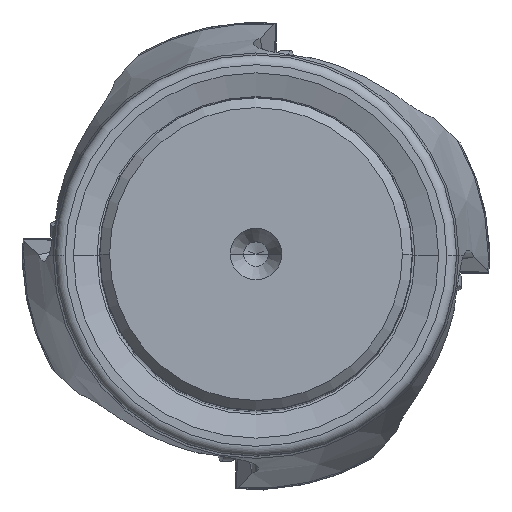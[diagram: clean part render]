
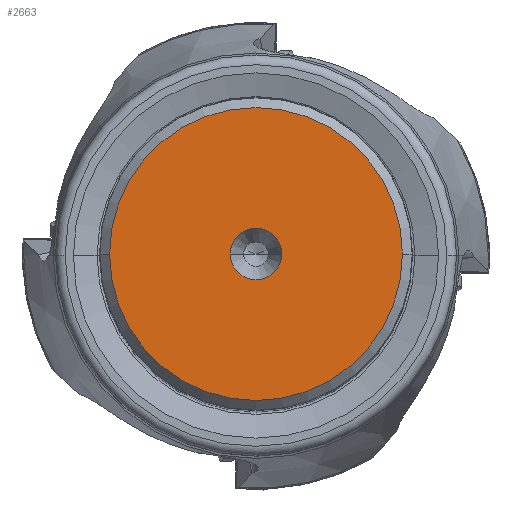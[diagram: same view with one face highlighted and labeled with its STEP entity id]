
A CAD part, top view. The second image highlights one B-rep face of the part: STEP entity #2663.
In plain terms, the highlighted planar face has unit normal (0, 0, 1).
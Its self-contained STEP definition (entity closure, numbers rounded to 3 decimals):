
#187=FACE_BOUND('',#4053,.T.);
#188=FACE_BOUND('',#4054,.T.);
#2663=ADVANCED_FACE('',(#187,#188),#3107,.T.);
#3107=PLANE('',#12089);
#4053=EDGE_LOOP('',(#6022,#6023,#6024,#6025));
#4054=EDGE_LOOP('',(#6026,#6027));
#6022=ORIENTED_EDGE('',*,*,#9740,.F.);
#6023=ORIENTED_EDGE('',*,*,#9739,.F.);
#6024=ORIENTED_EDGE('',*,*,#9741,.F.);
#6025=ORIENTED_EDGE('',*,*,#9742,.F.);
#6026=ORIENTED_EDGE('',*,*,#9743,.F.);
#6027=ORIENTED_EDGE('',*,*,#9744,.F.);
#8367=VERTEX_POINT('',#20453);
#8368=VERTEX_POINT('',#20455);
#8369=VERTEX_POINT('',#20457);
#8370=VERTEX_POINT('',#20461);
#8371=VERTEX_POINT('',#20464);
#8372=VERTEX_POINT('',#20465);
#9739=EDGE_CURVE('',#8368,#8369,#10808,.T.);
#9740=EDGE_CURVE('',#8369,#8367,#10809,.T.);
#9741=EDGE_CURVE('',#8370,#8368,#10810,.T.);
#9742=EDGE_CURVE('',#8367,#8370,#10811,.T.);
#9743=EDGE_CURVE('',#8371,#8372,#10812,.T.);
#9744=EDGE_CURVE('',#8372,#8371,#10813,.T.);
#10808=CIRCLE('',#12082,14.965);
#10809=CIRCLE('',#12083,14.965);
#10810=CIRCLE('',#12085,14.965);
#10811=CIRCLE('',#12086,14.965);
#10812=CIRCLE('',#12087,2.65);
#10813=CIRCLE('',#12088,2.65);
#12082=AXIS2_PLACEMENT_3D('',#20456,#14123,#14124);
#12083=AXIS2_PLACEMENT_3D('',#20458,#14125,#14126);
#12085=AXIS2_PLACEMENT_3D('',#20460,#14129,#14130);
#12086=AXIS2_PLACEMENT_3D('',#20462,#14131,#14132);
#12087=AXIS2_PLACEMENT_3D('',#20463,#14133,#14134);
#12088=AXIS2_PLACEMENT_3D('',#20466,#14135,#14136);
#12089=AXIS2_PLACEMENT_3D('',#20467,#14137,#14138);
#14123=DIRECTION('',(0.,0.,-1.));
#14124=DIRECTION('',(-1.,0.,0.));
#14125=DIRECTION('',(0.,0.,-1.));
#14126=DIRECTION('',(0.,1.,0.));
#14129=DIRECTION('',(0.,0.,-1.));
#14130=DIRECTION('',(0.,-1.,0.));
#14131=DIRECTION('',(0.,0.,-1.));
#14132=DIRECTION('',(1.,0.,0.));
#14133=DIRECTION('',(0.,0.,1.));
#14134=DIRECTION('',(1.,0.,0.));
#14135=DIRECTION('',(0.,0.,1.));
#14136=DIRECTION('',(-1.,0.,0.));
#14137=DIRECTION('',(0.,0.,1.));
#14138=DIRECTION('',(1.,0.,0.));
#20453=CARTESIAN_POINT('',(14.965,0.,0.));
#20455=CARTESIAN_POINT('',(-14.965,0.,0.));
#20456=CARTESIAN_POINT('',(0.,0.,0.));
#20457=CARTESIAN_POINT('',(0.,14.965,0.));
#20458=CARTESIAN_POINT('',(0.,0.,0.));
#20460=CARTESIAN_POINT('',(0.,0.,0.));
#20461=CARTESIAN_POINT('',(0.,-14.965,0.));
#20462=CARTESIAN_POINT('',(0.,0.,0.));
#20463=CARTESIAN_POINT('',(0.,0.,0.));
#20464=CARTESIAN_POINT('',(2.65,0.,0.));
#20465=CARTESIAN_POINT('',(-2.65,0.,0.));
#20466=CARTESIAN_POINT('',(0.,0.,0.));
#20467=CARTESIAN_POINT('',(0.,0.,0.));
